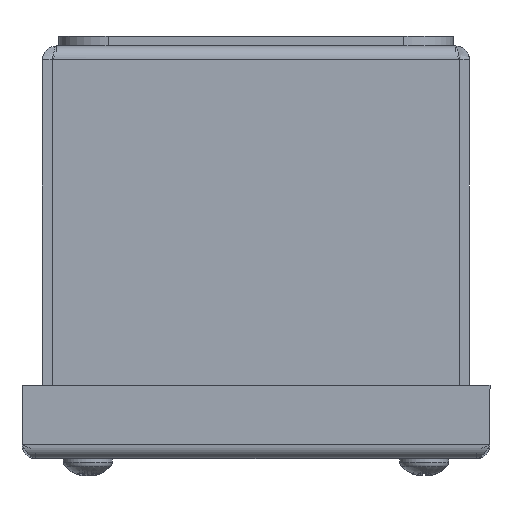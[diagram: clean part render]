
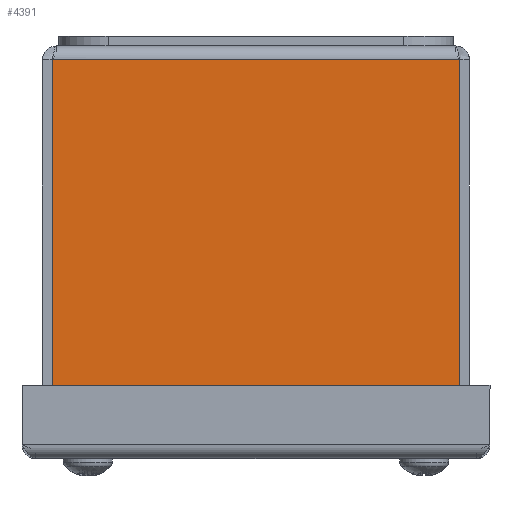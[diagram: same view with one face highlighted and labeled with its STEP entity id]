
A CAD part, front view. The second image highlights one B-rep face of the part: STEP entity #4391.
In plain terms, the highlighted planar face has unit normal (0, -1, 0).
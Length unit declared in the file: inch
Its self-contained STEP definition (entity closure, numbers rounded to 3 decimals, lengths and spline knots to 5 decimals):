
#873=FACE_OUTER_BOUND('',#1169,.T.);
#1169=EDGE_LOOP('',(#3693,#3694,#3695,#3696));
#1551=LINE('',#7214,#1903);
#1559=LINE('',#7235,#1911);
#1560=LINE('',#7237,#1912);
#1561=LINE('',#7238,#1913);
#1903=VECTOR('',#5634,3.10059);
#1911=VECTOR('',#5662,2.5995);
#1912=VECTOR('',#5663,3.10059);
#1913=VECTOR('',#5664,2.5995);
#2272=VERTEX_POINT('',#7211);
#2273=VERTEX_POINT('',#7213);
#2276=VERTEX_POINT('',#7234);
#2277=VERTEX_POINT('',#7236);
#2754=EDGE_CURVE('',#2273,#2272,#1551,.T.);
#2765=EDGE_CURVE('',#2276,#2272,#1559,.T.);
#2766=EDGE_CURVE('',#2276,#2277,#1560,.T.);
#2767=EDGE_CURVE('',#2273,#2277,#1561,.T.);
#3693=ORIENTED_EDGE('',*,*,#2754,.T.);
#3694=ORIENTED_EDGE('',*,*,#2765,.F.);
#3695=ORIENTED_EDGE('',*,*,#2766,.T.);
#3696=ORIENTED_EDGE('',*,*,#2767,.F.);
#4189=PLANE('',#4757);
#4391=ADVANCED_FACE('',(#873),#4189,.F.);
#4757=AXIS2_PLACEMENT_3D('',#7233,#5660,#5661);
#5634=DIRECTION('',(-1.,0.,0.));
#5660=DIRECTION('center_axis',(0.,1.,0.));
#5661=DIRECTION('ref_axis',(1.,0.,0.));
#5662=DIRECTION('',(0.,0.,1.));
#5663=DIRECTION('',(1.,0.,0.));
#5664=DIRECTION('',(0.,0.,-1.));
#7211=CARTESIAN_POINT('',(0.07471,0.,2.70475));
#7213=CARTESIAN_POINT('',(3.17529,0.,2.70475));
#7214=CARTESIAN_POINT('',(2.40015,0.,2.70475));
#7233=CARTESIAN_POINT('Origin',(1.625,0.,1.37666));
#7234=CARTESIAN_POINT('',(0.07471,0.,0.10525));
#7235=CARTESIAN_POINT('',(0.07471,0.,0.10525));
#7236=CARTESIAN_POINT('',(3.17529,0.,0.10525));
#7237=CARTESIAN_POINT('',(1.625,0.,0.10525));
#7238=CARTESIAN_POINT('',(3.17529,0.,0.10525));
